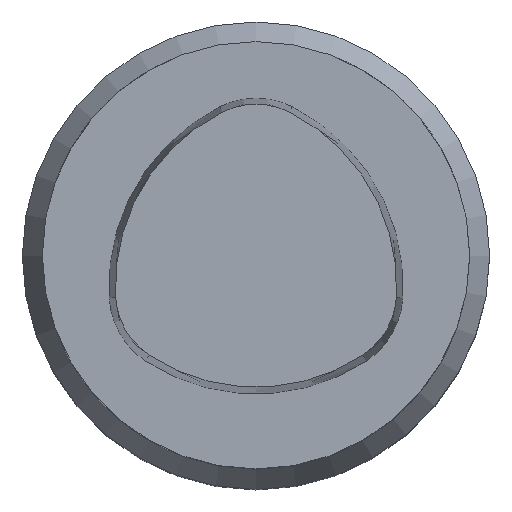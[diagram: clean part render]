
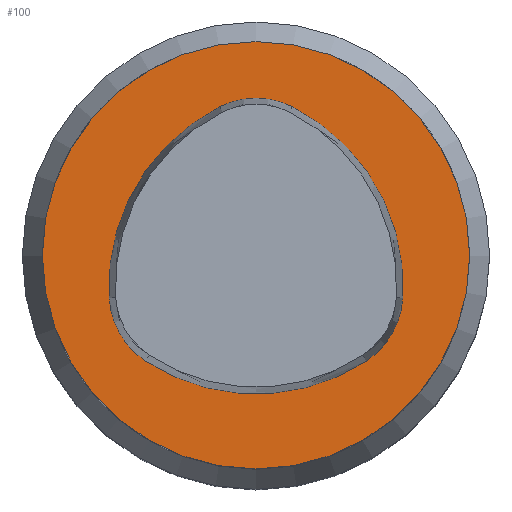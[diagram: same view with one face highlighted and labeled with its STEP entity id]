
A CAD part, top view. The second image highlights one B-rep face of the part: STEP entity #100.
In plain terms, the highlighted planar face has unit normal (0, 0, 1).
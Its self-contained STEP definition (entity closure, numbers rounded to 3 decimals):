
#68=CIRCLE('',#484,16.);
#100=ADVANCED_FACE('',(#147),#129,.T.);
#129=PLANE('',#485);
#147=FACE_OUTER_BOUND('',#169,.T.);
#169=EDGE_LOOP('',(#273));
#273=ORIENTED_EDGE('',*,*,#401,.F.);
#357=VERTEX_POINT('',#725);
#401=EDGE_CURVE('',#357,#357,#68,.T.);
#484=AXIS2_PLACEMENT_3D('',#724,#587,#588);
#485=AXIS2_PLACEMENT_3D('',#726,#589,#590);
#587=DIRECTION('',(0.,0.,-1.));
#588=DIRECTION('',(-1.,0.,0.));
#589=DIRECTION('',(0.,0.,1.));
#590=DIRECTION('',(0.,1.,0.));
#724=CARTESIAN_POINT('',(0.,0.,0.));
#725=CARTESIAN_POINT('',(-16.,0.,0.));
#726=CARTESIAN_POINT('',(-8.,0.,0.));
